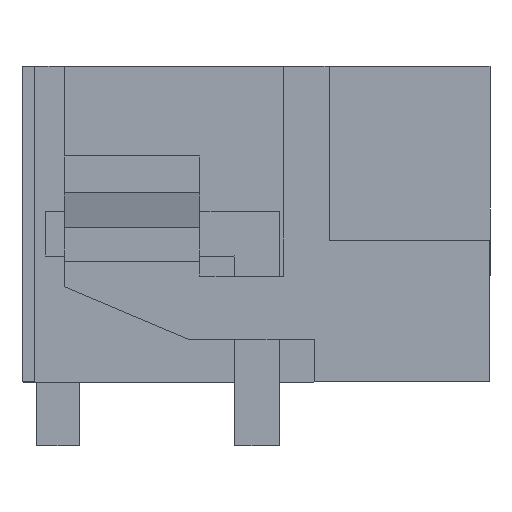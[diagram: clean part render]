
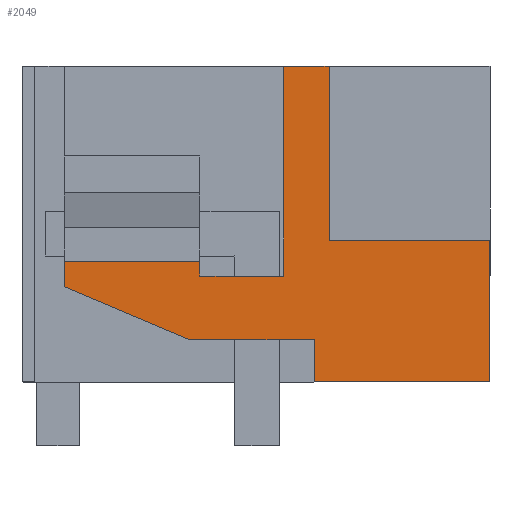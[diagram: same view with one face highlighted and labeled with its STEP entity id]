
A CAD part, left-side view. The second image highlights one B-rep face of the part: STEP entity #2049.
In plain terms, the highlighted planar face has unit normal (-1, 0, 0).
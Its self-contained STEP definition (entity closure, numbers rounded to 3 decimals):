
#1975=AXIS2_PLACEMENT_3D('Plane Axis2P3D',#1972,#1973,#1974) ;
#673=CARTESIAN_POINT('Vertex',(0.,4.875,8.95)) ;
#676=CARTESIAN_POINT('Line Origine',(0.,4.338,8.95)) ;
#680=CARTESIAN_POINT('Vertex',(0.,3.8,8.95)) ;
#1005=CARTESIAN_POINT('Vertex',(0.,0.,1.5)) ;
#1008=CARTESIAN_POINT('Line Origine',(0.,2.075,1.5)) ;
#1012=CARTESIAN_POINT('Vertex',(0.,4.15,1.5)) ;
#1778=CARTESIAN_POINT('Vertex',(0.,10.05,3.75)) ;
#1781=CARTESIAN_POINT('Line Origine',(0.,10.05,4.05)) ;
#1785=CARTESIAN_POINT('Vertex',(0.,10.05,4.35)) ;
#1957=CARTESIAN_POINT('Vertex',(0.,4.875,4.)) ;
#1960=CARTESIAN_POINT('Line Origine',(0.,4.875,6.475)) ;
#1972=CARTESIAN_POINT('Axis2P3D Location',(0.,11.05,-1.7)) ;
#1977=CARTESIAN_POINT('Line Origine',(0.,5.863,4.)) ;
#1981=CARTESIAN_POINT('Vertex',(0.,6.85,4.)) ;
#1984=CARTESIAN_POINT('Line Origine',(0.,6.85,4.175)) ;
#1988=CARTESIAN_POINT('Vertex',(0.,6.85,4.35)) ;
#1991=CARTESIAN_POINT('Line Origine',(0.,8.45,4.35)) ;
#1996=CARTESIAN_POINT('Line Origine',(0.,8.571,3.123)) ;
#2000=CARTESIAN_POINT('Vertex',(0.,7.092,2.497)) ;
#2003=CARTESIAN_POINT('Line Origine',(0.,5.621,2.497)) ;
#2007=CARTESIAN_POINT('Vertex',(0.,4.15,2.497)) ;
#2010=CARTESIAN_POINT('Line Origine',(0.,4.15,1.998)) ;
#2015=CARTESIAN_POINT('Line Origine',(0.,0.,3.175)) ;
#2019=CARTESIAN_POINT('Vertex',(0.,0.,4.85)) ;
#2022=CARTESIAN_POINT('Line Origine',(0.,1.9,4.85)) ;
#2026=CARTESIAN_POINT('Vertex',(0.,3.8,4.85)) ;
#2029=CARTESIAN_POINT('Line Origine',(0.,3.8,6.9)) ;
#677=DIRECTION('Vector Direction',(0.,-1.,0.)) ;
#1009=DIRECTION('Vector Direction',(0.,1.,0.)) ;
#1782=DIRECTION('Vector Direction',(0.,0.,-1.)) ;
#1961=DIRECTION('Vector Direction',(0.,0.,1.)) ;
#1973=DIRECTION('Axis2P3D Direction',(-1.,0.,0.)) ;
#1974=DIRECTION('Axis2P3D XDirection',(0.,-1.,0.)) ;
#1978=DIRECTION('Vector Direction',(0.,1.,0.)) ;
#1985=DIRECTION('Vector Direction',(0.,0.,1.)) ;
#1992=DIRECTION('Vector Direction',(0.,1.,0.)) ;
#1997=DIRECTION('Vector Direction',(0.,0.921,0.39)) ;
#2004=DIRECTION('Vector Direction',(0.,-1.,0.)) ;
#2011=DIRECTION('Vector Direction',(0.,0.,-1.)) ;
#2016=DIRECTION('Vector Direction',(0.,0.,-1.)) ;
#2023=DIRECTION('Vector Direction',(0.,1.,0.)) ;
#2030=DIRECTION('Vector Direction',(0.,0.,-1.)) ;
#678=VECTOR('Line Direction',#677,1.) ;
#1010=VECTOR('Line Direction',#1009,1.) ;
#1783=VECTOR('Line Direction',#1782,1.) ;
#1962=VECTOR('Line Direction',#1961,1.) ;
#1979=VECTOR('Line Direction',#1978,1.) ;
#1986=VECTOR('Line Direction',#1985,1.) ;
#1993=VECTOR('Line Direction',#1992,1.) ;
#1998=VECTOR('Line Direction',#1997,1.) ;
#2005=VECTOR('Line Direction',#2004,1.) ;
#2012=VECTOR('Line Direction',#2011,1.) ;
#2017=VECTOR('Line Direction',#2016,1.) ;
#2024=VECTOR('Line Direction',#2023,1.) ;
#2031=VECTOR('Line Direction',#2030,1.) ;
#2035=ORIENTED_EDGE('',*,*,#682,.T.) ;
#2036=ORIENTED_EDGE('',*,*,#1964,.T.) ;
#2037=ORIENTED_EDGE('',*,*,#1983,.T.) ;
#2038=ORIENTED_EDGE('',*,*,#1990,.T.) ;
#2039=ORIENTED_EDGE('',*,*,#1995,.T.) ;
#2040=ORIENTED_EDGE('',*,*,#1787,.T.) ;
#2041=ORIENTED_EDGE('',*,*,#2002,.T.) ;
#2042=ORIENTED_EDGE('',*,*,#2009,.T.) ;
#2043=ORIENTED_EDGE('',*,*,#2014,.T.) ;
#2044=ORIENTED_EDGE('',*,*,#1014,.T.) ;
#2045=ORIENTED_EDGE('',*,*,#2021,.T.) ;
#2046=ORIENTED_EDGE('',*,*,#2028,.F.) ;
#2047=ORIENTED_EDGE('',*,*,#2033,.F.) ;
#2049=ADVANCED_FACE('HOUSING',(#2048),#1976,.T.) ;
#682=EDGE_CURVE('',#681,#674,#679,.F.) ;
#1014=EDGE_CURVE('',#1013,#1006,#1011,.F.) ;
#1787=EDGE_CURVE('',#1786,#1779,#1784,.T.) ;
#1964=EDGE_CURVE('',#674,#1958,#1963,.F.) ;
#1983=EDGE_CURVE('',#1958,#1982,#1980,.T.) ;
#1990=EDGE_CURVE('',#1982,#1989,#1987,.T.) ;
#1995=EDGE_CURVE('',#1989,#1786,#1994,.T.) ;
#2002=EDGE_CURVE('',#1779,#2001,#1999,.F.) ;
#2009=EDGE_CURVE('',#2001,#2008,#2006,.T.) ;
#2014=EDGE_CURVE('',#2008,#1013,#2013,.T.) ;
#2021=EDGE_CURVE('',#1006,#2020,#2018,.F.) ;
#2028=EDGE_CURVE('',#2027,#2020,#2025,.F.) ;
#2033=EDGE_CURVE('',#681,#2027,#2032,.T.) ;
#2034=EDGE_LOOP('',(#2035,#2036,#2037,#2038,#2039,#2040,#2041,#2042,#2043,#2044,#2045,#2046,#2047)) ;
#2048=FACE_OUTER_BOUND('',#2034,.T.) ;
#679=LINE('Line',#676,#678) ;
#1011=LINE('Line',#1008,#1010) ;
#1784=LINE('Line',#1781,#1783) ;
#1963=LINE('Line',#1960,#1962) ;
#1980=LINE('Line',#1977,#1979) ;
#1987=LINE('Line',#1984,#1986) ;
#1994=LINE('Line',#1991,#1993) ;
#1999=LINE('Line',#1996,#1998) ;
#2006=LINE('Line',#2003,#2005) ;
#2013=LINE('Line',#2010,#2012) ;
#2018=LINE('Line',#2015,#2017) ;
#2025=LINE('Line',#2022,#2024) ;
#2032=LINE('Line',#2029,#2031) ;
#1976=PLANE('',#1975) ;
#674=VERTEX_POINT('',#673) ;
#681=VERTEX_POINT('',#680) ;
#1006=VERTEX_POINT('',#1005) ;
#1013=VERTEX_POINT('',#1012) ;
#1779=VERTEX_POINT('',#1778) ;
#1786=VERTEX_POINT('',#1785) ;
#1958=VERTEX_POINT('',#1957) ;
#1982=VERTEX_POINT('',#1981) ;
#1989=VERTEX_POINT('',#1988) ;
#2001=VERTEX_POINT('',#2000) ;
#2008=VERTEX_POINT('',#2007) ;
#2020=VERTEX_POINT('',#2019) ;
#2027=VERTEX_POINT('',#2026) ;
